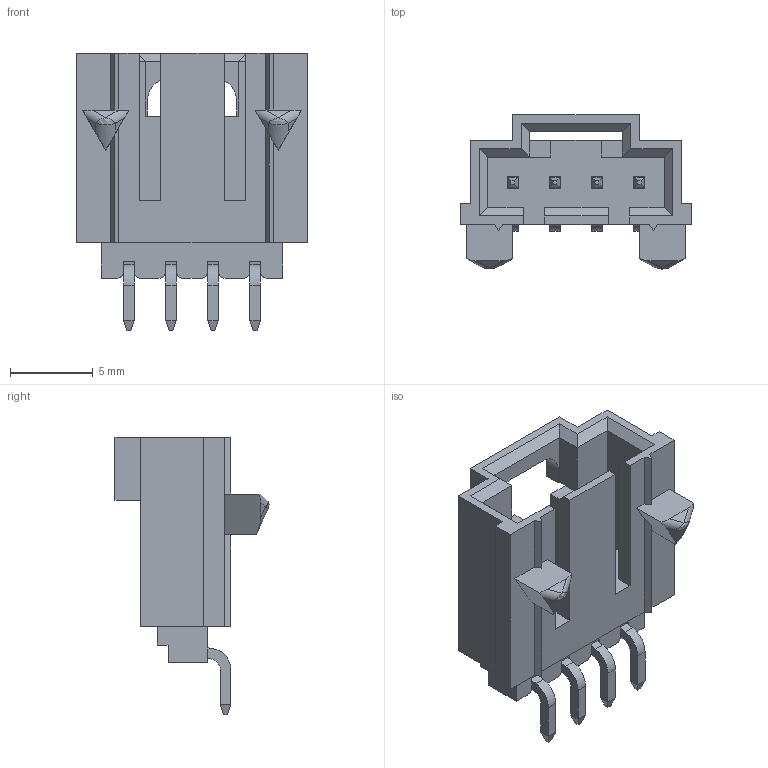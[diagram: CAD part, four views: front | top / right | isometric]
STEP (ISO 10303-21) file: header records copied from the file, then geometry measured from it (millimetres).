
FILE_DESCRIPTION(('STEP AP242'),'1');
FILE_NAME('0015912045.stp','2024-12-01T06:37:49',('TraceParts'),('TraceParts S.A.'),'Spatial InterOp 3D',' ',' ');
FILE_SCHEMA(('AP242_MANAGED_MODEL_BASED_3D_ENGINEERING_MIM_LF {1 0 10303 442 1 1 4}'));
Length unit declared in the file: millimetre
Products named in the file (1): 0015912045_1
Bounding box: 13.97 x 9.29 x 16.76 mm (x, y, z)
Volume: 515.7 mm3; surface area: 1102.6 mm2
Topology: 5 solids, 5 shells, 219 faces, 614 edges, 424 vertices
Faces by surface type: plane 181, cylinder 36, bspline 2
Entity records: 7082 total; most frequent: CARTESIAN_POINT 1397, ORIENTED_EDGE 1180, DIRECTION 1110, EDGE_CURVE 590, LINE 532, VECTOR 532, VERTEX_POINT 376, AXIS2_PLACEMENT_3D 289
